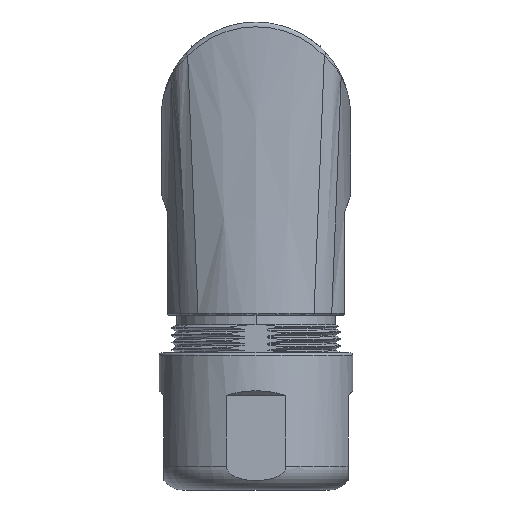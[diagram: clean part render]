
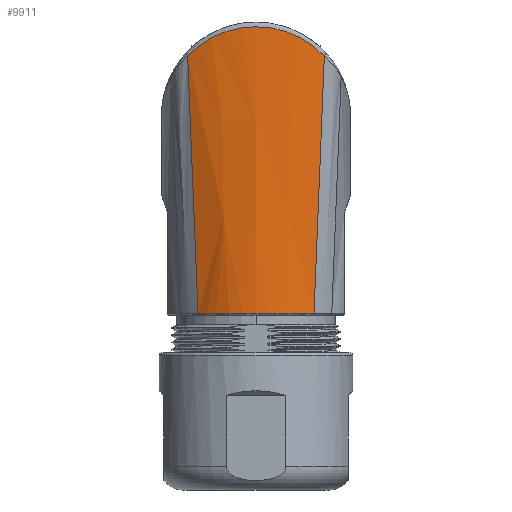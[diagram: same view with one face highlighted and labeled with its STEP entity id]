
A CAD part, front view. The second image highlights one B-rep face of the part: STEP entity #9911.
In plain terms, the highlighted free-form (B-spline) face has degree [3, 3] with [7, 4] control points.
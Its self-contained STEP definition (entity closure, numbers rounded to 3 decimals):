
#280=B_SPLINE_SURFACE_WITH_KNOTS('',3,3,((#69361,#69362,#69363,#69364),
(#69365,#69366,#69367,#69368),(#69369,#69370,#69371,#69372),(#69373,#69374,
#69375,#69376),(#69377,#69378,#69379,#69380),(#69381,#69382,#69383,#69384),
(#69385,#69386,#69387,#69388)),.UNSPECIFIED.,.F.,.F.,.F.,(4,1,1,1,4),(4,
4),(0.,0.26,0.5,0.74,1.),(0.,1.),
 .UNSPECIFIED.);
#1284=LINE('',#69300,#2599);
#1285=LINE('',#69321,#2600);
#2599=VECTOR('',#42414,1.);
#2600=VECTOR('',#42415,1.);
#4381=B_SPLINE_CURVE_WITH_KNOTS('',3,(#68967,#68968,#68969,#68970,#68971,
#68972,#68973,#68974,#68975,#68976,#68977,#68978,#68979,#68980,#68981,#68982,
#68983,#68984,#68985,#68986,#68987,#68988,#68989,#68990),.UNSPECIFIED.,
 .F.,.F.,(4,2,2,2,1,2,2,2,1,2,2,2,4),(0.,0.25,0.375,
0.437,0.469,0.484,0.5,
0.516,0.531,0.562,0.625,
0.75,1.),.UNSPECIFIED.);
#4389=B_SPLINE_CURVE_WITH_KNOTS('',3,(#69323,#69324,#69325,#69326,#69327,
#69328,#69329,#69330,#69331,#69332,#69333,#69334,#69335,#69336,#69337,#69338,
#69339,#69340,#69341,#69342,#69343,#69344,#69345,#69346,#69347,#69348,#69349,
#69350,#69351,#69352,#69353,#69354,#69355,#69356,#69357,#69358,#69359,#69360),
 .UNSPECIFIED.,.F.,.F.,(4,1,1,1,1,1,1,1,1,1,1,1,1,1,1,1,1,1,1,1,1,1,1,1,
1,1,1,1,1,1,1,1,1,1,1,4),(0.,0.029,0.057,0.086,
0.114,0.143,0.171,0.2,0.229,0.257,
0.286,0.314,0.343,0.371,0.4,0.429,
0.457,0.486,0.514,0.543,0.571,
0.6,0.629,0.657,0.686,0.714,0.743,
0.771,0.8,0.829,0.857,0.886,0.914,
0.943,0.971,1.),.UNSPECIFIED.);
#7406=FACE_OUTER_BOUND('',#12716,.T.);
#9911=ADVANCED_FACE('',(#7406),#280,.F.);
#12716=EDGE_LOOP('',(#19839,#19840,#19841,#19842));
#19839=ORIENTED_EDGE('',*,*,#30741,.F.);
#19840=ORIENTED_EDGE('',*,*,#30730,.F.);
#19841=ORIENTED_EDGE('',*,*,#30742,.T.);
#19842=ORIENTED_EDGE('',*,*,#30743,.T.);
#26263=VERTEX_POINT('',#68961);
#26264=VERTEX_POINT('',#68991);
#26267=VERTEX_POINT('',#69196);
#26268=VERTEX_POINT('',#69322);
#30730=EDGE_CURVE('',#26263,#26264,#4381,.T.);
#30741=EDGE_CURVE('',#26264,#26267,#1284,.T.);
#30742=EDGE_CURVE('',#26263,#26268,#1285,.T.);
#30743=EDGE_CURVE('',#26268,#26267,#4389,.T.);
#42414=DIRECTION('',(-0.04,-0.048,0.998));
#42415=DIRECTION('',(0.04,-0.048,0.998));
#68961=CARTESIAN_POINT('',(30.764,-74.005,-5.297));
#68967=CARTESIAN_POINT('',(30.764,-74.005,-5.297));
#68968=CARTESIAN_POINT('',(29.898,-74.673,-5.294));
#68969=CARTESIAN_POINT('',(28.919,-75.201,-5.291));
#68970=CARTESIAN_POINT('',(27.357,-75.735,-5.289));
#68971=CARTESIAN_POINT('',(26.821,-75.871,-5.289));
#68972=CARTESIAN_POINT('',(26.005,-76.007,-5.288));
#68973=CARTESIAN_POINT('',(25.73,-76.041,-5.288));
#68974=CARTESIAN_POINT('',(25.317,-76.075,-5.288));
#68975=CARTESIAN_POINT('',(25.11,-76.088,-5.288));
#68976=CARTESIAN_POINT('',(24.903,-76.094,-5.288));
#68977=CARTESIAN_POINT('',(24.765,-76.097,-5.288));
#68978=CARTESIAN_POINT('',(24.654,-76.098,-5.288));
#68979=CARTESIAN_POINT('',(24.599,-76.098,-5.288));
#68980=CARTESIAN_POINT('',(24.488,-76.097,-5.288));
#68981=CARTESIAN_POINT('',(24.35,-76.094,-5.288));
#68982=CARTESIAN_POINT('',(24.143,-76.088,-5.288));
#68983=CARTESIAN_POINT('',(23.936,-76.075,-5.288));
#68984=CARTESIAN_POINT('',(23.522,-76.041,-5.288));
#68985=CARTESIAN_POINT('',(23.248,-76.007,-5.288));
#68986=CARTESIAN_POINT('',(22.431,-75.87,-5.289));
#68987=CARTESIAN_POINT('',(21.895,-75.735,-5.289));
#68988=CARTESIAN_POINT('',(20.333,-75.201,-5.291));
#68989=CARTESIAN_POINT('',(19.355,-74.673,-5.294));
#68990=CARTESIAN_POINT('',(18.489,-74.005,-5.297));
#68991=CARTESIAN_POINT('',(18.489,-74.005,-5.297));
#69196=CARTESIAN_POINT('',(17.399,-75.326,21.935));
#69300=CARTESIAN_POINT('',(18.489,-74.005,-5.297));
#69321=CARTESIAN_POINT('',(30.764,-74.005,-5.297));
#69322=CARTESIAN_POINT('',(31.854,-75.326,21.936));
#69323=CARTESIAN_POINT('',(31.854,-75.326,21.936));
#69324=CARTESIAN_POINT('',(31.744,-75.369,22.05));
#69325=CARTESIAN_POINT('',(31.52,-75.455,22.273));
#69326=CARTESIAN_POINT('',(31.17,-75.577,22.589));
#69327=CARTESIAN_POINT('',(30.806,-75.694,22.888));
#69328=CARTESIAN_POINT('',(30.43,-75.805,23.167));
#69329=CARTESIAN_POINT('',(30.043,-75.908,23.428));
#69330=CARTESIAN_POINT('',(29.646,-76.004,23.669));
#69331=CARTESIAN_POINT('',(29.239,-76.093,23.891));
#69332=CARTESIAN_POINT('',(28.825,-76.174,24.093));
#69333=CARTESIAN_POINT('',(28.402,-76.248,24.276));
#69334=CARTESIAN_POINT('',(27.973,-76.313,24.438));
#69335=CARTESIAN_POINT('',(27.539,-76.37,24.581));
#69336=CARTESIAN_POINT('',(27.099,-76.42,24.703));
#69337=CARTESIAN_POINT('',(26.655,-76.461,24.805));
#69338=CARTESIAN_POINT('',(26.207,-76.494,24.887));
#69339=CARTESIAN_POINT('',(25.757,-76.519,24.948));
#69340=CARTESIAN_POINT('',(25.306,-76.535,24.989));
#69341=CARTESIAN_POINT('',(24.853,-76.544,25.01));
#69342=CARTESIAN_POINT('',(24.4,-76.544,25.01));
#69343=CARTESIAN_POINT('',(23.947,-76.535,24.989));
#69344=CARTESIAN_POINT('',(23.495,-76.519,24.948));
#69345=CARTESIAN_POINT('',(23.045,-76.494,24.887));
#69346=CARTESIAN_POINT('',(22.598,-76.461,24.805));
#69347=CARTESIAN_POINT('',(22.154,-76.42,24.703));
#69348=CARTESIAN_POINT('',(21.714,-76.37,24.581));
#69349=CARTESIAN_POINT('',(21.279,-76.313,24.438));
#69350=CARTESIAN_POINT('',(20.85,-76.247,24.275));
#69351=CARTESIAN_POINT('',(20.428,-76.174,24.093));
#69352=CARTESIAN_POINT('',(20.013,-76.093,23.891));
#69353=CARTESIAN_POINT('',(19.607,-76.004,23.669));
#69354=CARTESIAN_POINT('',(19.209,-75.908,23.427));
#69355=CARTESIAN_POINT('',(18.822,-75.804,23.166));
#69356=CARTESIAN_POINT('',(18.447,-75.694,22.887));
#69357=CARTESIAN_POINT('',(18.083,-75.577,22.589));
#69358=CARTESIAN_POINT('',(17.732,-75.455,22.272));
#69359=CARTESIAN_POINT('',(17.508,-75.369,22.05));
#69360=CARTESIAN_POINT('',(17.399,-75.326,21.935));
#69361=CARTESIAN_POINT('',(30.945,-73.81,-5.903));
#69362=CARTESIAN_POINT('',(31.392,-74.346,4.603));
#69363=CARTESIAN_POINT('',(31.839,-74.883,15.109));
#69364=CARTESIAN_POINT('',(32.287,-75.419,25.616));
#69365=CARTESIAN_POINT('',(30.031,-74.568,-5.903));
#69366=CARTESIAN_POINT('',(30.355,-74.981,4.603));
#69367=CARTESIAN_POINT('',(30.68,-75.394,15.109));
#69368=CARTESIAN_POINT('',(31.004,-75.807,25.616));
#69369=CARTESIAN_POINT('',(28.007,-75.705,-5.903));
#69370=CARTESIAN_POINT('',(28.161,-75.926,4.603));
#69371=CARTESIAN_POINT('',(28.316,-76.147,15.109));
#69372=CARTESIAN_POINT('',(28.47,-76.368,25.616));
#69373=CARTESIAN_POINT('',(24.626,-76.273,-5.903));
#69374=CARTESIAN_POINT('',(24.626,-76.396,4.603));
#69375=CARTESIAN_POINT('',(24.626,-76.518,15.109));
#69376=CARTESIAN_POINT('',(24.626,-76.641,25.616));
#69377=CARTESIAN_POINT('',(21.246,-75.705,-5.903));
#69378=CARTESIAN_POINT('',(21.091,-75.926,4.603));
#69379=CARTESIAN_POINT('',(20.937,-76.147,15.109));
#69380=CARTESIAN_POINT('',(20.783,-76.368,25.616));
#69381=CARTESIAN_POINT('',(19.222,-74.568,-5.903));
#69382=CARTESIAN_POINT('',(18.897,-74.981,4.603));
#69383=CARTESIAN_POINT('',(18.573,-75.394,15.109));
#69384=CARTESIAN_POINT('',(18.248,-75.807,25.616));
#69385=CARTESIAN_POINT('',(18.308,-73.81,-5.903));
#69386=CARTESIAN_POINT('',(17.861,-74.346,4.603));
#69387=CARTESIAN_POINT('',(17.413,-74.883,15.109));
#69388=CARTESIAN_POINT('',(16.966,-75.419,25.616));
